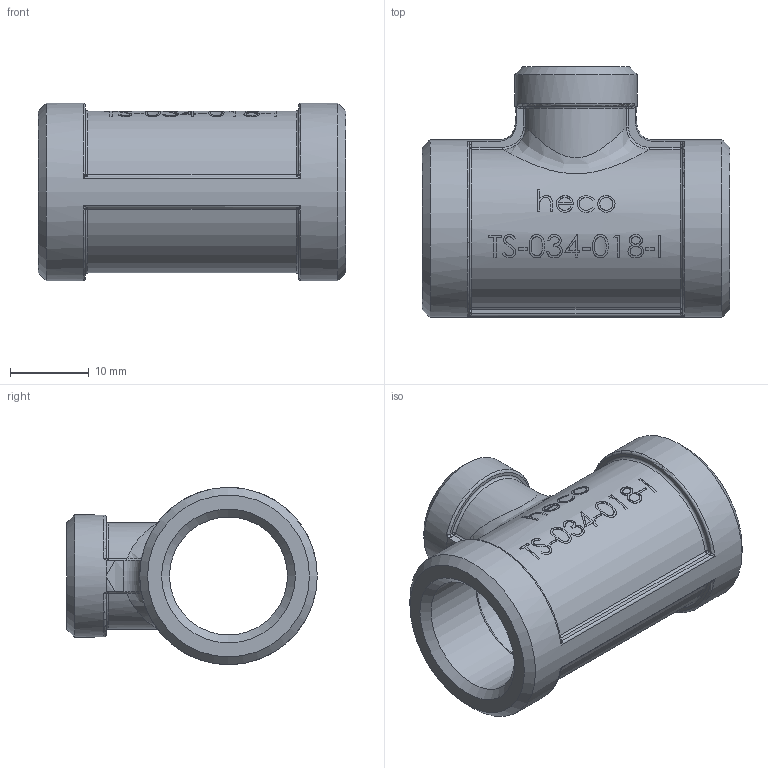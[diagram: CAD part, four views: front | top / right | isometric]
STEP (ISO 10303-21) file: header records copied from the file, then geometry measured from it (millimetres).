
FILE_DESCRIPTION (( 'STEP AP214' ), '1' );
FILE_NAME ('heco_TS-038-018-I.STEP', '2016-06-22T13:03:25', ( '' ), ( '' ), 'SwSTEP 2.0', 'SolidWorks 2011', '' );
FILE_SCHEMA (( 'AUTOMOTIVE_DESIGN' ));
Length unit declared in the file: millimetre
Products named in the file (1): heco_TS-038-018-I
Bounding box: 39 x 31.75 x 22.5 mm (x, y, z)
Volume: 6380 mm3; surface area: 5953.5 mm2
Topology: 1 solids, 1 shells, 308 faces, 775 edges, 487 vertices
Faces by surface type: bspline 140, plane 71, cylinder 62, torus 14, sphere 12, cone 9
Full cylindrical faces by diameter (mm): 8.566 x1, 10.5 x1, 14.95 x2, 15.5 x1, 17.5 x1, 22.5 x1
Entity records: 25963 total; most frequent: CARTESIAN_POINT 18523, ORIENTED_EDGE 1490, DIRECTION 785, EDGE_CURVE 745, VERTEX_POINT 482, B_SPLINE_CURVE_WITH_KNOTS 443, EDGE_LOOP 355, FACE_OUTER_BOUND 315
